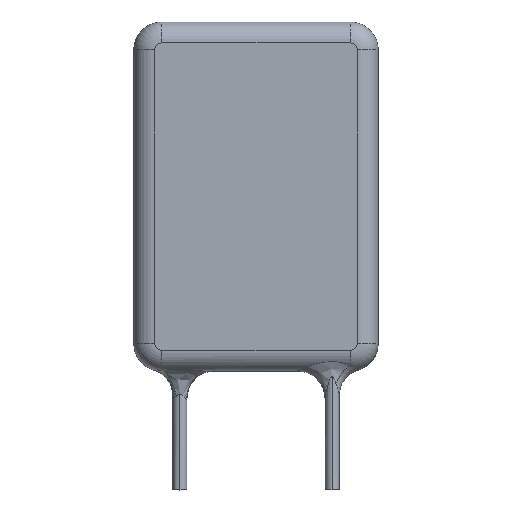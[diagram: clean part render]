
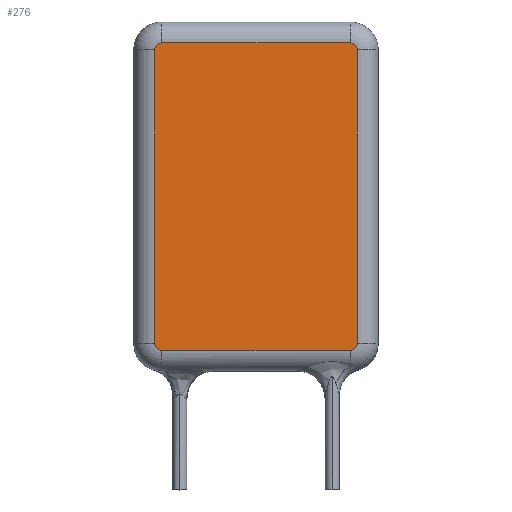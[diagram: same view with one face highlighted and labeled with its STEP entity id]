
A CAD part, top view. The second image highlights one B-rep face of the part: STEP entity #276.
In plain terms, the highlighted planar face has unit normal (0, 0, 1).
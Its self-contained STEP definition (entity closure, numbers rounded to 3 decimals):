
#3 = LINE ( 'NONE', #331, #501 ) ;
#39 = CARTESIAN_POINT ( 'NONE',  ( -6.75, 10.5, 1.75 ) ) ;
#69 = LINE ( 'NONE', #412, #402 ) ;
#93 = EDGE_CURVE ( 'NONE', #951, #1919, #588, .T. ) ;
#116 = CARTESIAN_POINT ( 'NONE',  ( 7.25, -10.5, 1.75 ) ) ;
#124 = ORIENTED_EDGE ( 'NONE', *, *, #189, .T. ) ;
#177 = DIRECTION ( 'NONE',  ( -1., 0., 0. ) ) ;
#189 = EDGE_CURVE ( 'NONE', #2047, #2235, #1803, .T. ) ;
#201 = CARTESIAN_POINT ( 'NONE',  ( -7.25, -10.5, 1.75 ) ) ;
#246 = ORIENTED_EDGE ( 'NONE', *, *, #2073, .T. ) ;
#276 = ADVANCED_FACE ( 'NONE', ( #1670 ), #1745, .F. ) ;
#325 = AXIS2_PLACEMENT_3D ( 'NONE', #2329, #1786, #2348 ) ;
#331 = CARTESIAN_POINT ( 'NONE',  ( -6.75, 11., 1.75 ) ) ;
#402 = VECTOR ( 'NONE', #1733, 1000. ) ;
#412 = CARTESIAN_POINT ( 'NONE',  ( -6.75, -11., 1.75 ) ) ;
#501 = VECTOR ( 'NONE', #177, 1000. ) ;
#524 = ORIENTED_EDGE ( 'NONE', *, *, #870, .T. ) ;
#575 = AXIS2_PLACEMENT_3D ( 'NONE', #640, #592, #1533 ) ;
#588 = LINE ( 'NONE', #1142, #1584 ) ;
#587 = CARTESIAN_POINT ( 'NONE',  ( 6.75, -11., 1.75 ) ) ;
#589 = ORIENTED_EDGE ( 'NONE', *, *, #1388, .T. ) ;
#592 = DIRECTION ( 'NONE',  ( 0., 0., -1. ) ) ;
#640 = CARTESIAN_POINT ( 'NONE',  ( -6.75, -10.5, 1.75 ) ) ;
#645 = DIRECTION ( 'NONE',  ( 0., 1., 0. ) ) ;
#710 = ORIENTED_EDGE ( 'NONE', *, *, #93, .T. ) ;
#755 = DIRECTION ( 'NONE',  ( -1., 0., 0. ) ) ;
#792 = CARTESIAN_POINT ( 'NONE',  ( -6.75, -11., 1.75 ) ) ;
#870 = EDGE_CURVE ( 'NONE', #2411, #951, #1280, .T. ) ;
#891 = AXIS2_PLACEMENT_3D ( 'NONE', #988, #2333, #1925 ) ;
#913 = CIRCLE ( 'NONE', #325, 0.5 ) ;
#932 = CARTESIAN_POINT ( 'NONE',  ( -7.25, 10.5, 1.75 ) ) ;
#951 = VERTEX_POINT ( 'NONE', #932 ) ;
#960 = ORIENTED_EDGE ( 'NONE', *, *, #1535, .T. ) ;
#988 = CARTESIAN_POINT ( 'NONE',  ( -6.75, -10.5, 1.75 ) ) ;
#1135 = ORIENTED_EDGE ( 'NONE', *, *, #2298, .T. ) ;
#1140 = EDGE_CURVE ( 'NONE', #1318, #2411, #3, .T. ) ;
#1142 = CARTESIAN_POINT ( 'NONE',  ( -7.25, -10.5, 1.75 ) ) ;
#1236 = AXIS2_PLACEMENT_3D ( 'NONE', #1747, #1358, #2361 ) ;
#1280 = CIRCLE ( 'NONE', #1798, 0.5 ) ;
#1304 = ORIENTED_EDGE ( 'NONE', *, *, #1140, .T. ) ;
#1318 = VERTEX_POINT ( 'NONE', #1967 ) ;
#1358 = DIRECTION ( 'NONE',  ( 0., 0., 1. ) ) ;
#1369 = CARTESIAN_POINT ( 'NONE',  ( -6.75, 11., 1.75 ) ) ;
#1388 = EDGE_CURVE ( 'NONE', #1919, #2247, #2088, .T. ) ;
#1419 = VECTOR ( 'NONE', #645, 1000. ) ;
#1492 = EDGE_LOOP ( 'NONE', ( #524, #710, #589, #246, #1135, #124, #960, #1304 ) ) ;
#1533 = DIRECTION ( 'NONE',  ( -1., 0., 0. ) ) ;
#1535 = EDGE_CURVE ( 'NONE', #2235, #1318, #2323, .T. ) ;
#1584 = VECTOR ( 'NONE', #2069, 1000. ) ;
#1640 = CARTESIAN_POINT ( 'NONE',  ( 7.25, -10.5, 1.75 ) ) ;
#1670 = FACE_OUTER_BOUND ( 'NONE', #1492, .T. ) ;
#1689 = DIRECTION ( 'NONE',  ( 0., 0., 1. ) ) ;
#1733 = DIRECTION ( 'NONE',  ( 1., 0., 0. ) ) ;
#1745 = PLANE ( 'NONE',  #575 ) ;
#1747 = CARTESIAN_POINT ( 'NONE',  ( 6.75, 10.5, 1.75 ) ) ;
#1786 = DIRECTION ( 'NONE',  ( 0., 0., 1. ) ) ;
#1798 = AXIS2_PLACEMENT_3D ( 'NONE', #39, #1689, #755 ) ;
#1803 = LINE ( 'NONE', #116, #1419 ) ;
#1917 = CARTESIAN_POINT ( 'NONE',  ( 7.25, 10.5, 1.75 ) ) ;
#1919 = VERTEX_POINT ( 'NONE', #201 ) ;
#1925 = DIRECTION ( 'NONE',  ( -1., 0., 0. ) ) ;
#1967 = CARTESIAN_POINT ( 'NONE',  ( 6.75, 11., 1.75 ) ) ;
#2047 = VERTEX_POINT ( 'NONE', #1640 ) ;
#2069 = DIRECTION ( 'NONE',  ( 0., -1., 0. ) ) ;
#2073 = EDGE_CURVE ( 'NONE', #2247, #2087, #69, .T. ) ;
#2087 = VERTEX_POINT ( 'NONE', #587 ) ;
#2088 = CIRCLE ( 'NONE', #891, 0.5 ) ;
#2235 = VERTEX_POINT ( 'NONE', #1917 ) ;
#2247 = VERTEX_POINT ( 'NONE', #792 ) ;
#2298 = EDGE_CURVE ( 'NONE', #2087, #2047, #913, .T. ) ;
#2323 = CIRCLE ( 'NONE', #1236, 0.5 ) ;
#2329 = CARTESIAN_POINT ( 'NONE',  ( 6.75, -10.5, 1.75 ) ) ;
#2333 = DIRECTION ( 'NONE',  ( 0., 0., 1. ) ) ;
#2348 = DIRECTION ( 'NONE',  ( -1., 0., 0. ) ) ;
#2361 = DIRECTION ( 'NONE',  ( -1., 0., 0. ) ) ;
#2411 = VERTEX_POINT ( 'NONE', #1369 ) ;
